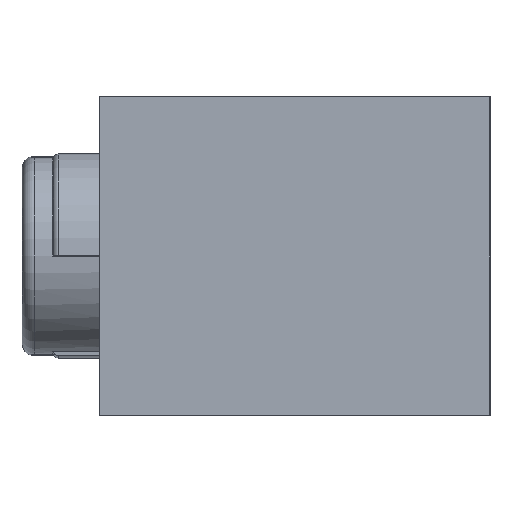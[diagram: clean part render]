
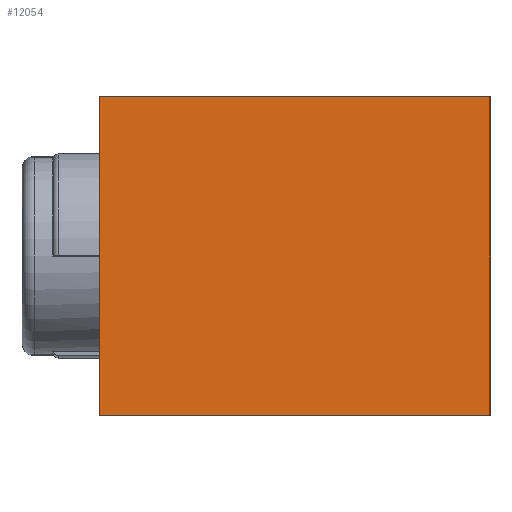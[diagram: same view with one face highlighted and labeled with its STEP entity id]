
A CAD part, left-side view. The second image highlights one B-rep face of the part: STEP entity #12054.
In plain terms, the highlighted planar face has unit normal (-1, 0, 0).
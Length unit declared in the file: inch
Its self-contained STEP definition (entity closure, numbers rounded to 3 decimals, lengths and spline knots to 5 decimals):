
#78 = DIRECTION ( 'NONE',  ( 0., 0., 1. ) ) ;
#383 = EDGE_CURVE ( 'NONE', #5314, #10726, #1210, .T. ) ;
#452 = PLANE ( 'NONE',  #6342 ) ;
#935 = CARTESIAN_POINT ( 'NONE',  ( -0.62205, 0.18799, -0.15354 ) ) ;
#1027 = EDGE_CURVE ( 'NONE', #6914, #1934, #11517, .T. ) ;
#1210 = LINE ( 'NONE', #6449, #6382 ) ;
#1619 = CARTESIAN_POINT ( 'NONE',  ( -0.62205, 0.18799, -0.15354 ) ) ;
#1650 = CARTESIAN_POINT ( 'NONE',  ( -0.62205, -0.18799, 0.15354 ) ) ;
#1934 = VERTEX_POINT ( 'NONE', #11396 ) ;
#3180 = ORIENTED_EDGE ( 'NONE', *, *, #5820, .T. ) ;
#3345 = CARTESIAN_POINT ( 'NONE',  ( -0.62205, -0.18799, -0.15354 ) ) ;
#3749 = VECTOR ( 'NONE', #9175, 39.37008 ) ;
#5314 = VERTEX_POINT ( 'NONE', #9192 ) ;
#5388 = DIRECTION ( 'NONE',  ( 0., 0., 1. ) ) ;
#5454 = DIRECTION ( 'NONE',  ( 0., 0., 1. ) ) ;
#5800 = ORIENTED_EDGE ( 'NONE', *, *, #383, .T. ) ;
#5820 = EDGE_CURVE ( 'NONE', #10726, #1934, #11565, .T. ) ;
#5961 = EDGE_LOOP ( 'NONE', ( #10525, #6589, #5800, #3180 ) ) ;
#6342 = AXIS2_PLACEMENT_3D ( 'NONE', #3345, #11267, #5388 ) ;
#6382 = VECTOR ( 'NONE', #5454, 39.37008 ) ;
#6449 = CARTESIAN_POINT ( 'NONE',  ( -0.62205, -0.18799, -0.15354 ) ) ;
#6589 = ORIENTED_EDGE ( 'NONE', *, *, #11162, .F. ) ;
#6914 = VERTEX_POINT ( 'NONE', #1619 ) ;
#8484 = CARTESIAN_POINT ( 'NONE',  ( -0.62205, -0.18799, -0.15354 ) ) ;
#8577 = VECTOR ( 'NONE', #9474, 39.37008 ) ;
#8606 = FACE_OUTER_BOUND ( 'NONE', #5961, .T. ) ;
#9173 = VECTOR ( 'NONE', #78, 39.37008 ) ;
#9175 = DIRECTION ( 'NONE',  ( 0., 1., 0. ) ) ;
#9192 = CARTESIAN_POINT ( 'NONE',  ( -0.62205, -0.18799, -0.15354 ) ) ;
#9474 = DIRECTION ( 'NONE',  ( 0., 1., 0. ) ) ;
#10525 = ORIENTED_EDGE ( 'NONE', *, *, #1027, .F. ) ;
#10726 = VERTEX_POINT ( 'NONE', #1650 ) ;
#11129 = CARTESIAN_POINT ( 'NONE',  ( -0.62205, -0.18799, 0.15354 ) ) ;
#11162 = EDGE_CURVE ( 'NONE', #5314, #6914, #11200, .T. ) ;
#11200 = LINE ( 'NONE', #8484, #8577 ) ;
#11267 = DIRECTION ( 'NONE',  ( -1., 0., 0. ) ) ;
#11396 = CARTESIAN_POINT ( 'NONE',  ( -0.62205, 0.18799, 0.15354 ) ) ;
#11517 = LINE ( 'NONE', #935, #9173 ) ;
#11565 = LINE ( 'NONE', #11129, #3749 ) ;
#12054 = ADVANCED_FACE ( 'NONE', ( #8606 ), #452, .T. ) ;
